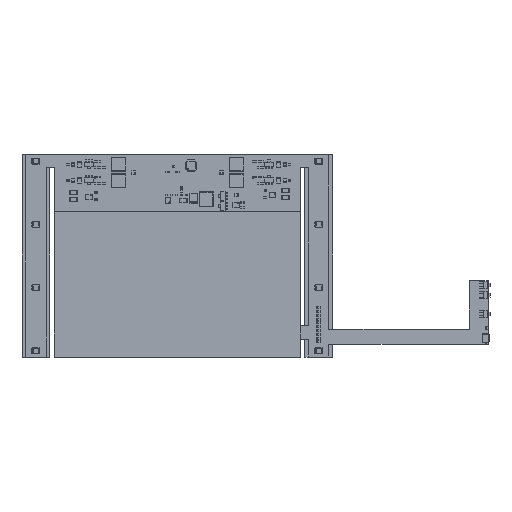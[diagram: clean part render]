
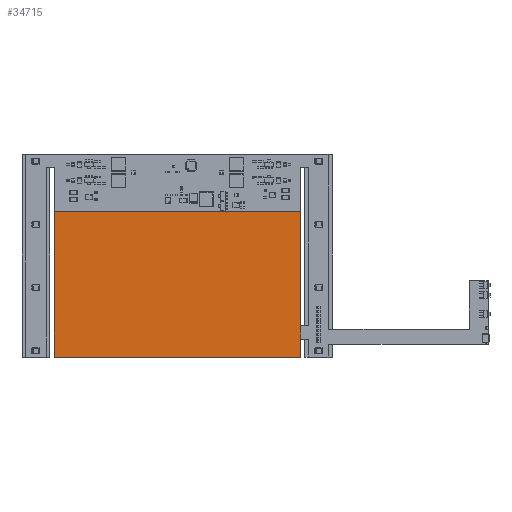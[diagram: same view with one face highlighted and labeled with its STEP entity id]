
A CAD part, top view. The second image highlights one B-rep face of the part: STEP entity #34715.
In plain terms, the highlighted planar face has unit normal (0, 0, 1).
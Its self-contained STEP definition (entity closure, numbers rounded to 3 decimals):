
#34401 = VERTEX_POINT('',#34402);
#34402 = CARTESIAN_POINT('',(-97.5,57.5,3.5));
#34409 = PLANE('',#34410);
#34410 = AXIS2_PLACEMENT_3D('',#34411,#34412,#34413);
#34411 = CARTESIAN_POINT('',(-97.5,57.5,0.));
#34412 = DIRECTION('',(1.,0.,0.));
#34413 = DIRECTION('',(0.,-1.,0.));
#34421 = PLANE('',#34422);
#34422 = AXIS2_PLACEMENT_3D('',#34423,#34424,#34425);
#34423 = CARTESIAN_POINT('',(97.5,57.5,0.));
#34424 = DIRECTION('',(0.,-1.,0.));
#34425 = DIRECTION('',(-1.,0.,0.));
#34433 = EDGE_CURVE('',#34401,#34434,#34436,.T.);
#34434 = VERTEX_POINT('',#34435);
#34435 = CARTESIAN_POINT('',(-97.5,-57.5,3.5));
#34436 = SURFACE_CURVE('',#34437,(#34441,#34448),.PCURVE_S1.);
#34437 = LINE('',#34438,#34439);
#34438 = CARTESIAN_POINT('',(-97.5,57.5,3.5));
#34439 = VECTOR('',#34440,1.);
#34440 = DIRECTION('',(0.,-1.,0.));
#34441 = PCURVE('',#34409,#34442);
#34442 = DEFINITIONAL_REPRESENTATION('',(#34443),#34447);
#34443 = LINE('',#34444,#34445);
#34444 = CARTESIAN_POINT('',(0.,-3.5));
#34445 = VECTOR('',#34446,1.);
#34446 = DIRECTION('',(1.,0.));
#34447 = ( GEOMETRIC_REPRESENTATION_CONTEXT(2) 
PARAMETRIC_REPRESENTATION_CONTEXT() REPRESENTATION_CONTEXT('2D SPACE',''
  ) );
#34448 = PCURVE('',#34449,#34454);
#34449 = PLANE('',#34450);
#34450 = AXIS2_PLACEMENT_3D('',#34451,#34452,#34453);
#34451 = CARTESIAN_POINT('',(-97.5,57.5,3.5));
#34452 = DIRECTION('',(0.,0.,-1.));
#34453 = DIRECTION('',(-1.,0.,0.));
#34454 = DEFINITIONAL_REPRESENTATION('',(#34455),#34459);
#34455 = LINE('',#34456,#34457);
#34456 = CARTESIAN_POINT('',(0.,0.));
#34457 = VECTOR('',#34458,1.);
#34458 = DIRECTION('',(0.,-1.));
#34459 = ( GEOMETRIC_REPRESENTATION_CONTEXT(2) 
PARAMETRIC_REPRESENTATION_CONTEXT() REPRESENTATION_CONTEXT('2D SPACE',''
  ) );
#34477 = PLANE('',#34478);
#34478 = AXIS2_PLACEMENT_3D('',#34479,#34480,#34481);
#34479 = CARTESIAN_POINT('',(-97.5,-57.5,0.));
#34480 = DIRECTION('',(0.,1.,0.));
#34481 = DIRECTION('',(1.,0.,0.));
#34519 = EDGE_CURVE('',#34434,#34520,#34522,.T.);
#34520 = VERTEX_POINT('',#34521);
#34521 = CARTESIAN_POINT('',(97.5,-57.5,3.5));
#34522 = SURFACE_CURVE('',#34523,(#34527,#34534),.PCURVE_S1.);
#34523 = LINE('',#34524,#34525);
#34524 = CARTESIAN_POINT('',(-97.5,-57.5,3.5));
#34525 = VECTOR('',#34526,1.);
#34526 = DIRECTION('',(1.,0.,0.));
#34527 = PCURVE('',#34477,#34528);
#34528 = DEFINITIONAL_REPRESENTATION('',(#34529),#34533);
#34529 = LINE('',#34530,#34531);
#34530 = CARTESIAN_POINT('',(0.,-3.5));
#34531 = VECTOR('',#34532,1.);
#34532 = DIRECTION('',(1.,0.));
#34533 = ( GEOMETRIC_REPRESENTATION_CONTEXT(2) 
PARAMETRIC_REPRESENTATION_CONTEXT() REPRESENTATION_CONTEXT('2D SPACE',''
  ) );
#34534 = PCURVE('',#34449,#34535);
#34535 = DEFINITIONAL_REPRESENTATION('',(#34536),#34540);
#34536 = LINE('',#34537,#34538);
#34537 = CARTESIAN_POINT('',(0.,-115.));
#34538 = VECTOR('',#34539,1.);
#34539 = DIRECTION('',(-1.,0.));
#34540 = ( GEOMETRIC_REPRESENTATION_CONTEXT(2) 
PARAMETRIC_REPRESENTATION_CONTEXT() REPRESENTATION_CONTEXT('2D SPACE',''
  ) );
#34558 = PLANE('',#34559);
#34559 = AXIS2_PLACEMENT_3D('',#34560,#34561,#34562);
#34560 = CARTESIAN_POINT('',(97.5,-57.5,0.));
#34561 = DIRECTION('',(-1.,0.,0.));
#34562 = DIRECTION('',(0.,1.,0.));
#34595 = EDGE_CURVE('',#34520,#34596,#34598,.T.);
#34596 = VERTEX_POINT('',#34597);
#34597 = CARTESIAN_POINT('',(97.5,57.5,3.5));
#34598 = SURFACE_CURVE('',#34599,(#34603,#34610),.PCURVE_S1.);
#34599 = LINE('',#34600,#34601);
#34600 = CARTESIAN_POINT('',(97.5,-57.5,3.5));
#34601 = VECTOR('',#34602,1.);
#34602 = DIRECTION('',(0.,1.,0.));
#34603 = PCURVE('',#34558,#34604);
#34604 = DEFINITIONAL_REPRESENTATION('',(#34605),#34609);
#34605 = LINE('',#34606,#34607);
#34606 = CARTESIAN_POINT('',(0.,-3.5));
#34607 = VECTOR('',#34608,1.);
#34608 = DIRECTION('',(1.,0.));
#34609 = ( GEOMETRIC_REPRESENTATION_CONTEXT(2) 
PARAMETRIC_REPRESENTATION_CONTEXT() REPRESENTATION_CONTEXT('2D SPACE',''
  ) );
#34610 = PCURVE('',#34449,#34611);
#34611 = DEFINITIONAL_REPRESENTATION('',(#34612),#34616);
#34612 = LINE('',#34613,#34614);
#34613 = CARTESIAN_POINT('',(-195.,-115.));
#34614 = VECTOR('',#34615,1.);
#34615 = DIRECTION('',(0.,1.));
#34616 = ( GEOMETRIC_REPRESENTATION_CONTEXT(2) 
PARAMETRIC_REPRESENTATION_CONTEXT() REPRESENTATION_CONTEXT('2D SPACE',''
  ) );
#34666 = EDGE_CURVE('',#34596,#34401,#34667,.T.);
#34667 = SURFACE_CURVE('',#34668,(#34672,#34679),.PCURVE_S1.);
#34668 = LINE('',#34669,#34670);
#34669 = CARTESIAN_POINT('',(97.5,57.5,3.5));
#34670 = VECTOR('',#34671,1.);
#34671 = DIRECTION('',(-1.,0.,0.));
#34672 = PCURVE('',#34421,#34673);
#34673 = DEFINITIONAL_REPRESENTATION('',(#34674),#34678);
#34674 = LINE('',#34675,#34676);
#34675 = CARTESIAN_POINT('',(0.,-3.5));
#34676 = VECTOR('',#34677,1.);
#34677 = DIRECTION('',(1.,0.));
#34678 = ( GEOMETRIC_REPRESENTATION_CONTEXT(2) 
PARAMETRIC_REPRESENTATION_CONTEXT() REPRESENTATION_CONTEXT('2D SPACE',''
  ) );
#34679 = PCURVE('',#34449,#34680);
#34680 = DEFINITIONAL_REPRESENTATION('',(#34681),#34685);
#34681 = LINE('',#34682,#34683);
#34682 = CARTESIAN_POINT('',(-195.,0.));
#34683 = VECTOR('',#34684,1.);
#34684 = DIRECTION('',(1.,0.));
#34685 = ( GEOMETRIC_REPRESENTATION_CONTEXT(2) 
PARAMETRIC_REPRESENTATION_CONTEXT() REPRESENTATION_CONTEXT('2D SPACE',''
  ) );
#34715 = ADVANCED_FACE('',(#34716),#34449,.F.);
#34716 = FACE_BOUND('',#34717,.T.);
#34717 = EDGE_LOOP('',(#34718,#34719,#34720,#34721));
#34718 = ORIENTED_EDGE('',*,*,#34433,.T.);
#34719 = ORIENTED_EDGE('',*,*,#34519,.T.);
#34720 = ORIENTED_EDGE('',*,*,#34595,.T.);
#34721 = ORIENTED_EDGE('',*,*,#34666,.T.);
